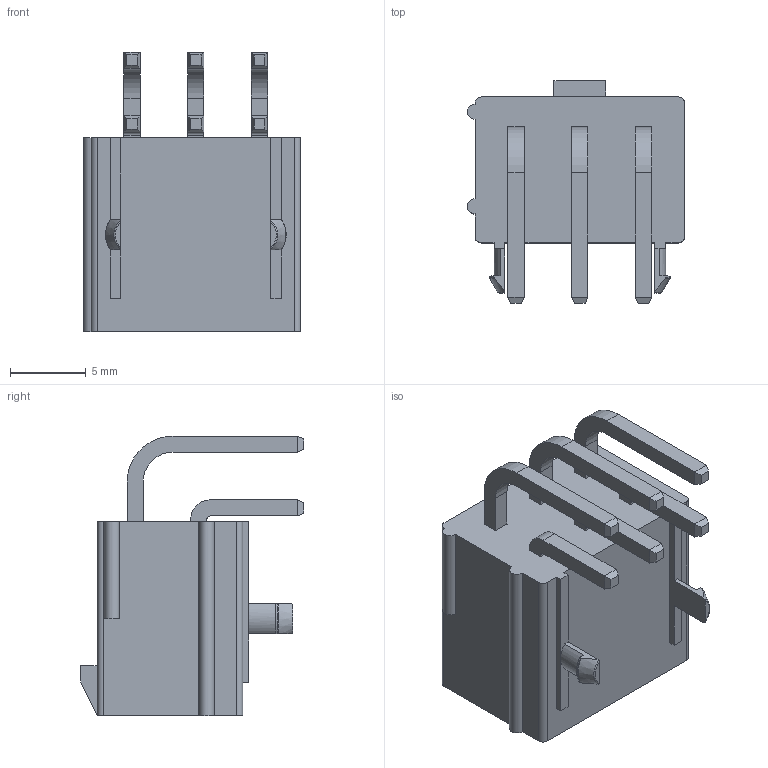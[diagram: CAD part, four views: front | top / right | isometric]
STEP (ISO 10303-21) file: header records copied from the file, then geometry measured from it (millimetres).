
FILE_DESCRIPTION (( 'STEP AP214' ), '1' );
FILE_NAME ('User Library-6PIN_PWR_PCIe.STEP', '2020-04-20T04:15:33', ( '' ), ( '' ), 'SwSTEP 2.0', 'SolidWorks 2019', '' );
FILE_SCHEMA (( 'AUTOMOTIVE_DESIGN' ));
Length unit declared in the file: millimetre
Products named in the file (1): User Library-6PIN_PWR_PCIe
Bounding box: 14.3 x 14.7 x 18.43 mm (x, y, z)
Volume: 887.4 mm3; surface area: 2563.4 mm2
Topology: 1 solids, 1 shells, 273 faces, 699 edges, 422 vertices
Faces by surface type: plane 245, cylinder 22, torus 4, cone 2
Entity records: 11108 total; most frequent: CARTESIAN_POINT 1481, ORIENTED_EDGE 1398, DIRECTION 1283, EDGE_CURVE 699, LINE 631, VECTOR 631, VERTEX_POINT 422, AXIS2_PLACEMENT_3D 326
